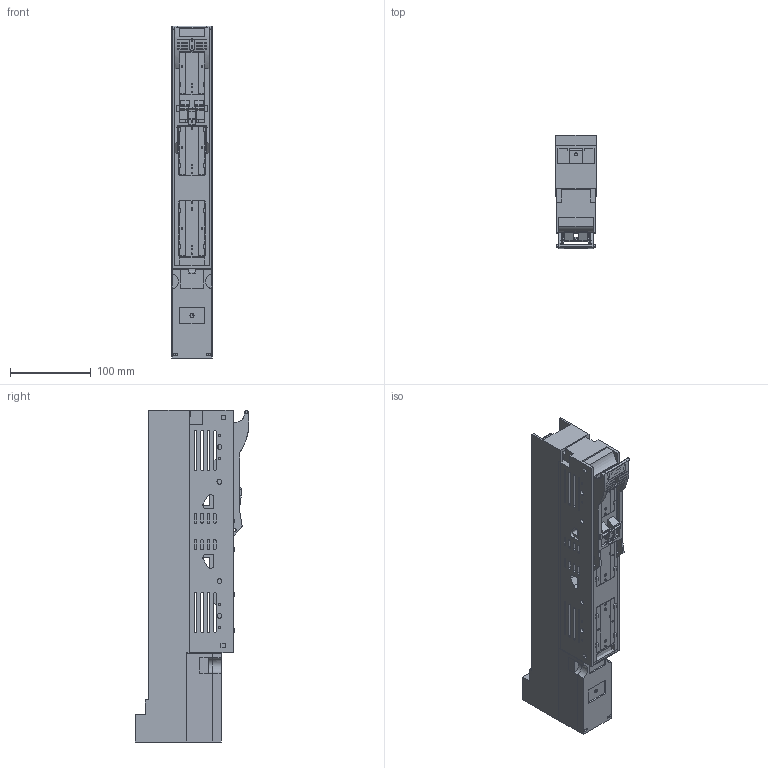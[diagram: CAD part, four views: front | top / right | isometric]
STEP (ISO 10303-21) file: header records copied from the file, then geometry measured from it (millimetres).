
FILE_DESCRIPTION(('CATIA V5 STEP'),'2;1');
FILE_NAME('L0646_NH_Sicherungslastschaltleiste_SL00_3x3_100_P0070_HA.stp','2018-11-13T08:46:09+00:00',('none'),('Jean Müller GmbH'),'CATIA Version 5 Release 19 SP 9 (IN-10)','CATIA V5 STEP AP214','none');
FILE_SCHEMA(('AUTOMOTIVE_DESIGN { 1 0 10303 214 1 1 1 1 }'));
Products named in the file (1): L0646_NH-Sicherungslastschaltleiste SL00-3x3/100/P0070/HA
Bounding box: 50 x 140.69 x 410 mm (x, y, z)
Volume: 1425193.1 mm3; surface area: 424585.3 mm2
Topology: 18 solids, 18 shells, 2811 faces, 7950 edges, 4983 vertices
Faces by surface type: plane 1496, cylinder 791, bspline 426, cone 54, torus 24, sphere 12, extrusion 8
Entity records: 100869 total; most frequent: CARTESIAN_POINT 35932, ORIENTED_EDGE 15564, DIRECTION 9674, EDGE_CURVE 7782, VECTOR 4999, LINE 4991, VERTEX_POINT 4983, EDGE_LOOP 3041
